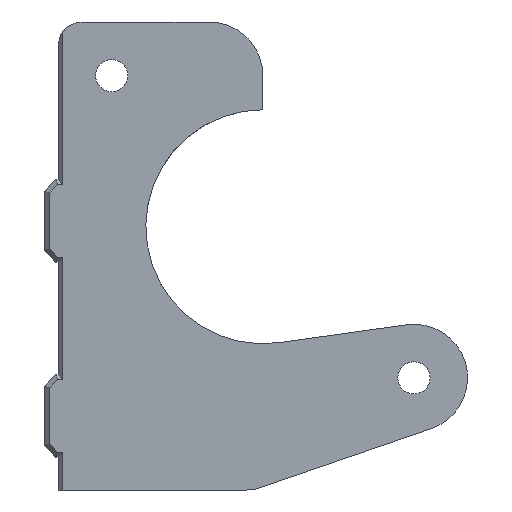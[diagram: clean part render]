
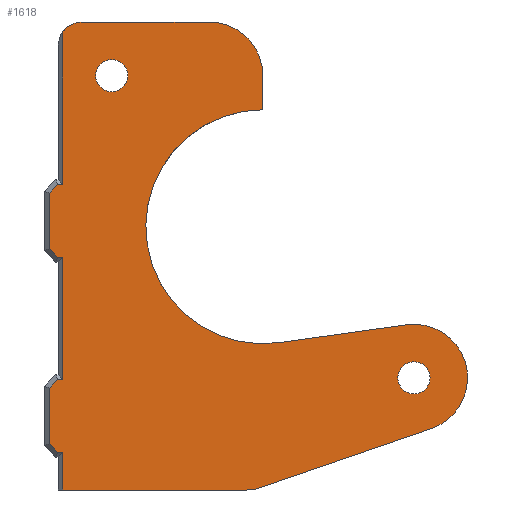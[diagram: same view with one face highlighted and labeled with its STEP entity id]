
A CAD part, front view. The second image highlights one B-rep face of the part: STEP entity #1618.
In plain terms, the highlighted planar face has unit normal (0, -1, 0).
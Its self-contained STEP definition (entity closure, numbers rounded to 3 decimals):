
#22=FACE_BOUND('',#262,.T.);
#23=FACE_BOUND('',#263,.T.);
#31=CIRCLE('',#1663,4.);
#38=CIRCLE('',#1703,2.5);
#45=CIRCLE('',#1736,12.);
#48=CIRCLE('',#1741,1.65);
#51=CIRCLE('',#1746,1.65);
#54=CIRCLE('',#1754,5.5);
#55=CIRCLE('',#1758,5.5);
#163=FACE_OUTER_BOUND('',#261,.T.);
#261=EDGE_LOOP('',(#1425,#1426,#1427,#1428,#1429,#1430,#1431,#1432,#1433,
#1434,#1435,#1436,#1437,#1438,#1439,#1440,#1441,#1442,#1443,#1444,#1445,
#1446,#1447));
#262=EDGE_LOOP('',(#1448));
#263=EDGE_LOOP('',(#1449));
#316=LINE('',#2319,#505);
#325=LINE('',#2347,#514);
#328=LINE('',#2353,#517);
#331=LINE('',#2359,#520);
#334=LINE('',#2365,#523);
#337=LINE('',#2371,#526);
#340=LINE('',#2377,#529);
#343=LINE('',#2383,#532);
#346=LINE('',#2389,#535);
#349=LINE('',#2395,#538);
#352=LINE('',#2401,#541);
#355=LINE('',#2407,#544);
#358=LINE('',#2413,#547);
#360=LINE('',#2417,#549);
#446=LINE('',#2654,#635);
#449=LINE('',#2661,#638);
#450=LINE('',#2664,#639);
#452=LINE('',#2669,#641);
#505=VECTOR('',#1873,10.);
#514=VECTOR('',#1896,10.);
#517=VECTOR('',#1901,10.);
#520=VECTOR('',#1906,10.);
#523=VECTOR('',#1911,10.);
#526=VECTOR('',#1916,10.);
#529=VECTOR('',#1921,10.);
#532=VECTOR('',#1926,10.);
#535=VECTOR('',#1931,10.);
#538=VECTOR('',#1936,10.);
#541=VECTOR('',#1941,10.);
#544=VECTOR('',#1946,10.);
#547=VECTOR('',#1951,10.);
#549=VECTOR('',#1955,10.);
#635=VECTOR('',#2175,10.);
#638=VECTOR('',#2184,10.);
#639=VECTOR('',#2187,10.);
#641=VECTOR('',#2195,10.);
#674=VERTEX_POINT('',#2304);
#675=VERTEX_POINT('',#2305);
#680=VERTEX_POINT('',#2317);
#691=VERTEX_POINT('',#2344);
#692=VERTEX_POINT('',#2346);
#694=VERTEX_POINT('',#2352);
#696=VERTEX_POINT('',#2358);
#698=VERTEX_POINT('',#2364);
#700=VERTEX_POINT('',#2370);
#702=VERTEX_POINT('',#2376);
#704=VERTEX_POINT('',#2382);
#706=VERTEX_POINT('',#2388);
#708=VERTEX_POINT('',#2394);
#710=VERTEX_POINT('',#2400);
#712=VERTEX_POINT('',#2406);
#714=VERTEX_POINT('',#2412);
#715=VERTEX_POINT('',#2416);
#741=VERTEX_POINT('',#2496);
#771=VERTEX_POINT('',#2618);
#772=VERTEX_POINT('',#2620);
#775=VERTEX_POINT('',#2631);
#778=VERTEX_POINT('',#2640);
#781=VERTEX_POINT('',#2653);
#782=VERTEX_POINT('',#2657);
#783=VERTEX_POINT('',#2663);
#832=EDGE_CURVE('',#674,#675,#31,.T.);
#839=EDGE_CURVE('',#674,#680,#316,.T.);
#852=EDGE_CURVE('',#691,#692,#325,.T.);
#855=EDGE_CURVE('',#692,#694,#328,.T.);
#858=EDGE_CURVE('',#694,#696,#331,.T.);
#861=EDGE_CURVE('',#696,#698,#334,.T.);
#864=EDGE_CURVE('',#698,#700,#337,.T.);
#867=EDGE_CURVE('',#700,#702,#340,.T.);
#870=EDGE_CURVE('',#702,#704,#343,.T.);
#873=EDGE_CURVE('',#704,#706,#346,.T.);
#876=EDGE_CURVE('',#706,#708,#349,.T.);
#879=EDGE_CURVE('',#708,#710,#352,.T.);
#882=EDGE_CURVE('',#710,#712,#355,.T.);
#885=EDGE_CURVE('',#712,#714,#358,.T.);
#887=EDGE_CURVE('',#714,#715,#360,.T.);
#927=EDGE_CURVE('',#741,#715,#38,.T.);
#981=EDGE_CURVE('',#772,#771,#45,.T.);
#987=EDGE_CURVE('',#775,#775,#48,.T.);
#991=EDGE_CURVE('',#778,#778,#51,.T.);
#997=EDGE_CURVE('',#781,#741,#446,.T.);
#999=EDGE_CURVE('',#782,#781,#54,.T.);
#1001=EDGE_CURVE('',#771,#782,#449,.T.);
#1002=EDGE_CURVE('',#783,#772,#450,.T.);
#1004=EDGE_CURVE('',#680,#783,#55,.T.);
#1005=EDGE_CURVE('',#691,#675,#452,.T.);
#1425=ORIENTED_EDGE('',*,*,#832,.F.);
#1426=ORIENTED_EDGE('',*,*,#839,.T.);
#1427=ORIENTED_EDGE('',*,*,#1004,.T.);
#1428=ORIENTED_EDGE('',*,*,#1002,.T.);
#1429=ORIENTED_EDGE('',*,*,#981,.T.);
#1430=ORIENTED_EDGE('',*,*,#1001,.T.);
#1431=ORIENTED_EDGE('',*,*,#999,.T.);
#1432=ORIENTED_EDGE('',*,*,#997,.T.);
#1433=ORIENTED_EDGE('',*,*,#927,.T.);
#1434=ORIENTED_EDGE('',*,*,#887,.F.);
#1435=ORIENTED_EDGE('',*,*,#885,.F.);
#1436=ORIENTED_EDGE('',*,*,#882,.F.);
#1437=ORIENTED_EDGE('',*,*,#879,.F.);
#1438=ORIENTED_EDGE('',*,*,#876,.F.);
#1439=ORIENTED_EDGE('',*,*,#873,.F.);
#1440=ORIENTED_EDGE('',*,*,#870,.F.);
#1441=ORIENTED_EDGE('',*,*,#867,.F.);
#1442=ORIENTED_EDGE('',*,*,#864,.F.);
#1443=ORIENTED_EDGE('',*,*,#861,.F.);
#1444=ORIENTED_EDGE('',*,*,#858,.F.);
#1445=ORIENTED_EDGE('',*,*,#855,.F.);
#1446=ORIENTED_EDGE('',*,*,#852,.F.);
#1447=ORIENTED_EDGE('',*,*,#1005,.T.);
#1448=ORIENTED_EDGE('',*,*,#987,.F.);
#1449=ORIENTED_EDGE('',*,*,#991,.F.);
#1527=PLANE('',#1760);
#1618=ADVANCED_FACE('',(#163,#22,#23),#1527,.F.);
#1663=AXIS2_PLACEMENT_3D('',#2306,#1861,#1862);
#1703=AXIS2_PLACEMENT_3D('',#2497,#2026,#2027);
#1736=AXIS2_PLACEMENT_3D('',#2621,#2134,#2135);
#1741=AXIS2_PLACEMENT_3D('',#2632,#2147,#2148);
#1746=AXIS2_PLACEMENT_3D('',#2641,#2158,#2159);
#1754=AXIS2_PLACEMENT_3D('',#2658,#2179,#2180);
#1758=AXIS2_PLACEMENT_3D('',#2667,#2191,#2192);
#1760=AXIS2_PLACEMENT_3D('',#2670,#2196,#2197);
#1861=DIRECTION('center_axis',(0.,1.,0.));
#1862=DIRECTION('ref_axis',(0.165,0.,-0.986));
#1873=DIRECTION('',(0.945,0.,0.326));
#1896=DIRECTION('',(0.,0.,1.));
#1901=DIRECTION('',(-1.,0.,0.));
#1906=DIRECTION('',(-0.707,0.,0.707));
#1911=DIRECTION('',(0.,0.,1.));
#1916=DIRECTION('',(0.707,0.,0.707));
#1921=DIRECTION('',(1.,0.,0.));
#1926=DIRECTION('',(0.,0.,1.));
#1931=DIRECTION('',(-1.,0.,0.));
#1936=DIRECTION('',(-0.707,0.,0.707));
#1941=DIRECTION('',(0.,0.,1.));
#1946=DIRECTION('',(0.707,0.,0.707));
#1951=DIRECTION('',(1.,0.,0.));
#1955=DIRECTION('',(0.,0.,1.));
#2026=DIRECTION('center_axis',(0.,-1.,0.));
#2027=DIRECTION('ref_axis',(-1.,0.,0.));
#2134=DIRECTION('center_axis',(0.,1.,0.));
#2135=DIRECTION('ref_axis',(0.139,0.,-0.99));
#2147=DIRECTION('center_axis',(0.,-1.,0.));
#2148=DIRECTION('ref_axis',(1.,0.,0.));
#2158=DIRECTION('center_axis',(0.,-1.,0.));
#2159=DIRECTION('ref_axis',(1.,0.,0.));
#2175=DIRECTION('',(-1.,0.,0.));
#2179=DIRECTION('center_axis',(0.,-1.,0.));
#2180=DIRECTION('ref_axis',(0.,0.,1.));
#2184=DIRECTION('',(0.,0.,1.));
#2187=DIRECTION('',(-0.99,0.,-0.139));
#2191=DIRECTION('center_axis',(0.,-1.,0.));
#2192=DIRECTION('ref_axis',(-0.139,0.,0.99));
#2195=DIRECTION('',(1.,0.,0.));
#2196=DIRECTION('center_axis',(0.,1.,0.));
#2197=DIRECTION('ref_axis',(1.,0.,0.));
#2304=CARTESIAN_POINT('',(15.133,-8.,-11.282));
#2305=CARTESIAN_POINT('',(13.83,-8.,-11.5));
#2306=CARTESIAN_POINT('Origin',(13.83,-8.,-7.5));
#2317=CARTESIAN_POINT('',(32.791,-8.,-5.2));
#2319=CARTESIAN_POINT('',(32.791,-8.,-5.2));
#2344=CARTESIAN_POINT('',(-5.,-8.,-11.5));
#2346=CARTESIAN_POINT('',(-5.,-8.,-7.625));
#2347=CARTESIAN_POINT('',(-5.,-8.,2.187));
#2352=CARTESIAN_POINT('',(-5.518,-8.,-7.625));
#2353=CARTESIAN_POINT('',(4.888,-8.,-7.625));
#2358=CARTESIAN_POINT('',(-6.4,-8.,-6.743));
#2359=CARTESIAN_POINT('',(-5.809,-8.,-7.334));
#2364=CARTESIAN_POINT('',(-6.4,-8.,-1.057));
#2365=CARTESIAN_POINT('',(-6.4,-8.,5.825));
#2370=CARTESIAN_POINT('',(-5.518,-8.,-0.175));
#2371=CARTESIAN_POINT('',(2.979,-8.,8.321));
#2376=CARTESIAN_POINT('',(-5.,-8.,-0.175));
#2377=CARTESIAN_POINT('',(5.,-8.,-0.175));
#2382=CARTESIAN_POINT('',(-5.,-8.,12.375));
#2383=CARTESIAN_POINT('',(-5.,-8.,12.188));
#2388=CARTESIAN_POINT('',(-5.518,-8.,12.375));
#2389=CARTESIAN_POINT('',(4.888,-8.,12.375));
#2394=CARTESIAN_POINT('',(-6.4,-8.,13.257));
#2395=CARTESIAN_POINT('',(-0.809,-8.,7.666));
#2400=CARTESIAN_POINT('',(-6.4,-8.,18.943));
#2401=CARTESIAN_POINT('',(-6.4,-8.,15.825));
#2406=CARTESIAN_POINT('',(-5.518,-8.,19.825));
#2407=CARTESIAN_POINT('',(-2.021,-8.,23.321));
#2412=CARTESIAN_POINT('',(-5.,-8.,19.825));
#2413=CARTESIAN_POINT('',(5.,-8.,19.825));
#2416=CARTESIAN_POINT('',(-5.,-8.,35.5));
#2417=CARTESIAN_POINT('',(-5.,-8.,23.25));
#2496=CARTESIAN_POINT('',(-3.,-8.,36.5));
#2497=CARTESIAN_POINT('Origin',(-3.,-8.,34.));
#2618=CARTESIAN_POINT('',(15.5,-8.,27.5));
#2620=CARTESIAN_POINT('',(17.164,-8.,3.616));
#2621=CARTESIAN_POINT('Origin',(15.5,-8.,15.5));
#2631=CARTESIAN_POINT('',(29.35,-8.,0.));
#2632=CARTESIAN_POINT('Origin',(31.,-8.,0.));
#2640=CARTESIAN_POINT('',(-1.65,-8.,31.));
#2641=CARTESIAN_POINT('Origin',(0.,-8.,31.));
#2653=CARTESIAN_POINT('',(10.,-8.,36.5));
#2654=CARTESIAN_POINT('',(-3.,-8.,36.5));
#2657=CARTESIAN_POINT('',(15.5,-8.,31.));
#2658=CARTESIAN_POINT('Origin',(10.,-8.,31.));
#2661=CARTESIAN_POINT('',(15.5,-8.,27.5));
#2663=CARTESIAN_POINT('',(30.237,-8.,5.447));
#2664=CARTESIAN_POINT('',(17.164,-8.,3.616));
#2667=CARTESIAN_POINT('Origin',(31.,-8.,0.));
#2669=CARTESIAN_POINT('',(-5.5,-8.,-11.5));
#2670=CARTESIAN_POINT('Origin',(15.5,-8.,12.5));
